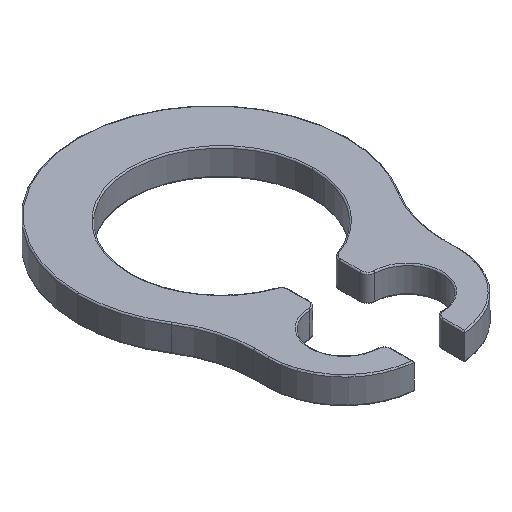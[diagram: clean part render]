
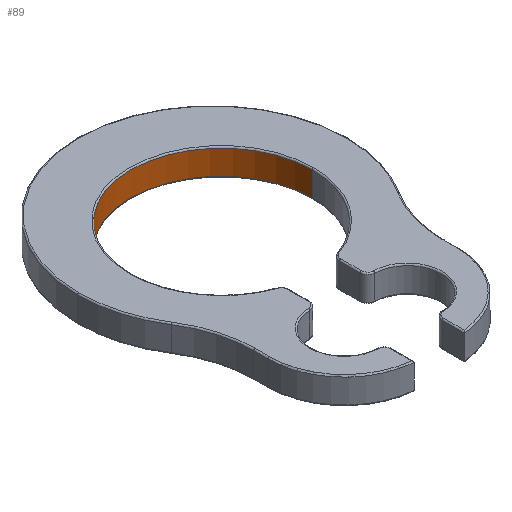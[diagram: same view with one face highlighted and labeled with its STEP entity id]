
A CAD part, isometric view. The second image highlights one B-rep face of the part: STEP entity #89.
In plain terms, the highlighted cylindrical face has radius 1.35 mm (diameter 2.7 mm), a partial arc.
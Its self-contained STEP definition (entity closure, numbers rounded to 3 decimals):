
#13 = EDGE_LOOP ( 'NONE', ( #2085, #1094, #1401, #746 ) ) ;
#89 = ADVANCED_FACE ( 'NONE', ( #907 ), #1083, .F. ) ;
#94 = EDGE_CURVE ( 'NONE', #2062, #776, #420, .T. ) ;
#116 = AXIS2_PLACEMENT_3D ( 'NONE', #358, #1625, #727 ) ;
#150 = VECTOR ( 'NONE', #2205, 1000. ) ;
#223 = CARTESIAN_POINT ( 'NONE',  ( 1.35, 0.55, 0.2 ) ) ;
#323 = CARTESIAN_POINT ( 'NONE',  ( 1.35, 0.55, -0.18 ) ) ;
#358 = CARTESIAN_POINT ( 'NONE',  ( 0., 0.55, -0.18 ) ) ;
#420 = LINE ( 'NONE', #593, #150 ) ;
#552 = CARTESIAN_POINT ( 'NONE',  ( 0., 0.55, 0.18 ) ) ;
#593 = CARTESIAN_POINT ( 'NONE',  ( -1.35, 0.55, 0.2 ) ) ;
#598 = VERTEX_POINT ( 'NONE', #1488 ) ;
#727 = DIRECTION ( 'NONE',  ( -1., 0., 0. ) ) ;
#746 = ORIENTED_EDGE ( 'NONE', *, *, #2250, .T. ) ;
#776 = VERTEX_POINT ( 'NONE', #2064 ) ;
#881 = VECTOR ( 'NONE', #1658, 1000. ) ;
#893 = DIRECTION ( 'NONE',  ( -1., 0., 0. ) ) ;
#907 = FACE_OUTER_BOUND ( 'NONE', #13, .T. ) ;
#959 = DIRECTION ( 'NONE',  ( 0., 0., -1. ) ) ;
#974 = CARTESIAN_POINT ( 'NONE',  ( 0., 0.55, 0.2 ) ) ;
#1079 = AXIS2_PLACEMENT_3D ( 'NONE', #974, #959, #1521 ) ;
#1083 = CYLINDRICAL_SURFACE ( 'NONE', #1079, 1.35 ) ;
#1094 = ORIENTED_EDGE ( 'NONE', *, *, #1396, .T. ) ;
#1288 = DIRECTION ( 'NONE',  ( 0., 0., 1. ) ) ;
#1396 = EDGE_CURVE ( 'NONE', #598, #2062, #1627, .T. ) ;
#1401 = ORIENTED_EDGE ( 'NONE', *, *, #94, .T. ) ;
#1488 = CARTESIAN_POINT ( 'NONE',  ( 1.35, 0.55, 0.18 ) ) ;
#1521 = DIRECTION ( 'NONE',  ( -1., 0., 0. ) ) ;
#1592 = LINE ( 'NONE', #223, #881 ) ;
#1625 = DIRECTION ( 'NONE',  ( 0., 0., -1. ) ) ;
#1627 = CIRCLE ( 'NONE', #2038, 1.35 ) ;
#1658 = DIRECTION ( 'NONE',  ( 0., 0., -1. ) ) ;
#1787 = CIRCLE ( 'NONE', #116, 1.35 ) ;
#2038 = AXIS2_PLACEMENT_3D ( 'NONE', #552, #1288, #893 ) ;
#2062 = VERTEX_POINT ( 'NONE', #2283 ) ;
#2064 = CARTESIAN_POINT ( 'NONE',  ( -1.35, 0.55, -0.18 ) ) ;
#2085 = ORIENTED_EDGE ( 'NONE', *, *, #2277, .F. ) ;
#2086 = VERTEX_POINT ( 'NONE', #323 ) ;
#2205 = DIRECTION ( 'NONE',  ( 0., 0., -1. ) ) ;
#2250 = EDGE_CURVE ( 'NONE', #776, #2086, #1787, .T. ) ;
#2277 = EDGE_CURVE ( 'NONE', #598, #2086, #1592, .T. ) ;
#2283 = CARTESIAN_POINT ( 'NONE',  ( -1.35, 0.55, 0.18 ) ) ;
